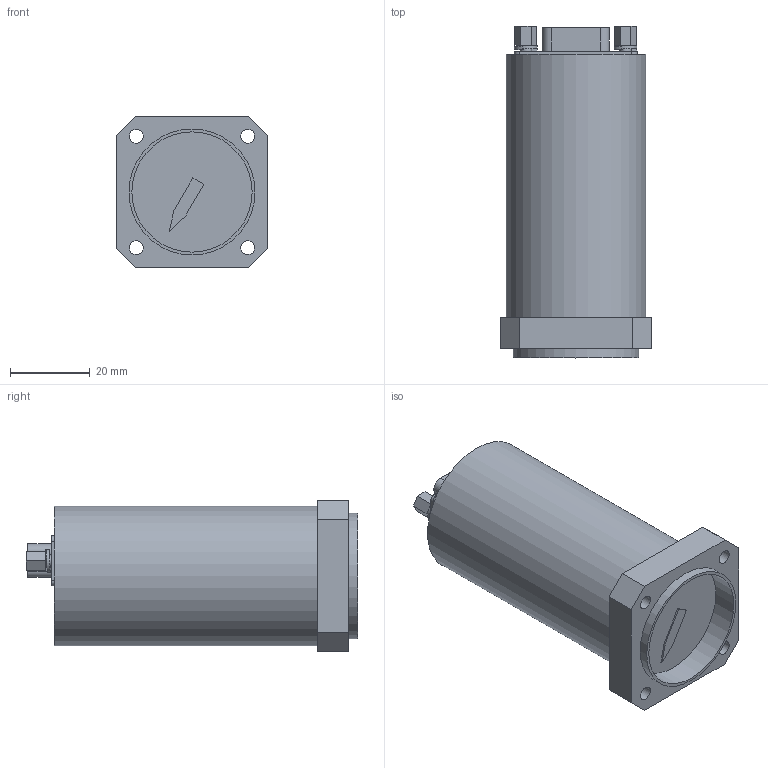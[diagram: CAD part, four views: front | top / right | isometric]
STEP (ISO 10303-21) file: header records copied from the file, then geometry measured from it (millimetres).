
FILE_DESCRIPTION(('STEP AP214'),'1');
FILE_NAME('1.25 Electric Pressure Gauge).stp','2024-03-28T19:57:36',(' '),(' '),'Spatial InterOp 3D',' ',' ');
FILE_SCHEMA(('AUTOMOTIVE_DESIGN { 1 0 10303 214 1 1 1 1 }'));
Length unit declared in the file: inch
Products named in the file (7): 00CPG-1014-00[=C] (EPG-601A _1.25 Electric Pressure Gauge); EPG-601A Gauge; DE-09 Assembly (Jackscrews, Washers, Pins); 36121-2009-00 (DE-09, 9-pin D-subminiature Connector Housing); 36301-2001-00 (Crimp Pin, Ø.039); #373; #386
Assembly tree (14 placements, depth 3):
  00CPG-1014-00[=C] (EPG-601A _1.25 Electric Pressure Gauge)
    EPG-601A Gauge
    DE-09 Assembly (Jackscrews, Washers, Pins)
      36121-2009-00 (DE-09, 9-pin D-subminiature Connector Housing)
      36301-2001-00 (Crimp Pin, Ø.039)  x9
      #373  x2
  #386
Bounding box: 38.1 x 83.3 x 38.1 mm (x, y, z)
Volume: 73202 mm3; surface area: 15859.2 mm2
Topology: 16 solids, 16 shells, 331 faces, 620 edges, 413 vertices
Faces by surface type: plane 169, cylinder 132, bspline 17, cone 13
Full cylindrical faces by diameter (mm): 0.991 x9, 1.016 x9, 1.143 x9, 1.702 x27, 1.714 x27, 2.032 x9, 2.134 x9, 2.845 x4, 3.048 x2, 3.505 x4, 30.175 x1, 31.623 x1, 34.925 x1
Entity records: 5376 total; most frequent: CARTESIAN_POINT 891, DIRECTION 689, ORIENTED_EDGE 538, AXIS2_PLACEMENT_3D 276, EDGE_CURVE 269, EDGE_LOOP 241, VERTEX_POINT 206, FACE_OUTER_BOUND 182
